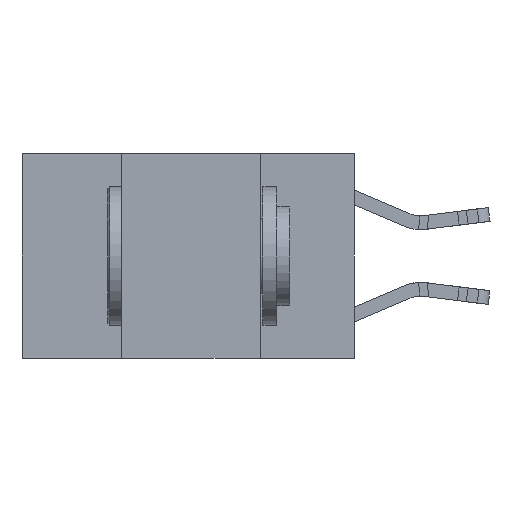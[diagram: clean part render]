
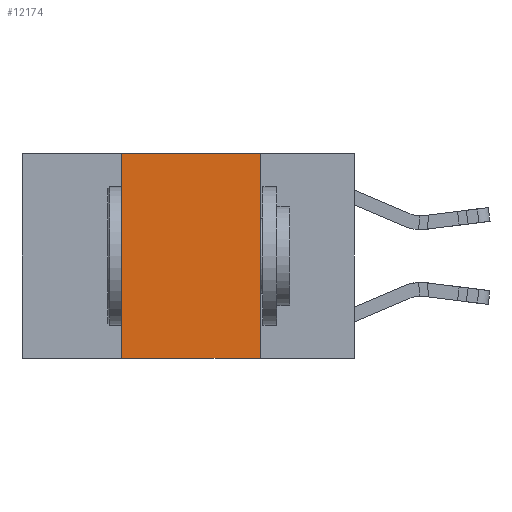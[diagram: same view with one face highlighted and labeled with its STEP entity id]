
A CAD part, left-side view. The second image highlights one B-rep face of the part: STEP entity #12174.
In plain terms, the highlighted planar face has unit normal (-1, 0, 0).
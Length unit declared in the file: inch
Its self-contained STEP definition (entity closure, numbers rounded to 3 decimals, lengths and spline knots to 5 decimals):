
#23 = AXIS2_PLACEMENT_3D ( 'NONE', #7674, #17284, #26851 ) ;
#2142 = VECTOR ( 'NONE', #23854, 39.37008 ) ;
#2766 = VERTEX_POINT ( 'NONE', #24872 ) ;
#4840 = CARTESIAN_POINT ( 'NONE',  ( 0., 0.17, 0. ) ) ;
#5004 = EDGE_LOOP ( 'NONE', ( #7735, #12100, #29423, #25494 ) ) ;
#5344 = EDGE_CURVE ( 'NONE', #6371, #20952, #29206, .T. ) ;
#5742 = CARTESIAN_POINT ( 'NONE',  ( 0., 0.17, 0. ) ) ;
#5966 = CARTESIAN_POINT ( 'NONE',  ( 0., 0.6, -0.37 ) ) ;
#6371 = VERTEX_POINT ( 'NONE', #23882 ) ;
#7195 = EDGE_CURVE ( 'NONE', #20952, #16799, #11508, .T. ) ;
#7674 = CARTESIAN_POINT ( 'NONE',  ( 0., 0.6, 0. ) ) ;
#7735 = ORIENTED_EDGE ( 'NONE', *, *, #9129, .F. ) ;
#8834 = EDGE_CURVE ( 'NONE', #6371, #2766, #24977, .T. ) ;
#9129 = EDGE_CURVE ( 'NONE', #16799, #2766, #26355, .T. ) ;
#11508 = LINE ( 'NONE', #28289, #21926 ) ;
#12100 = ORIENTED_EDGE ( 'NONE', *, *, #7195, .F. ) ;
#12174 = ADVANCED_FACE ( 'NONE', ( #14478 ), #24498, .F. ) ;
#12740 = DIRECTION ( 'NONE',  ( 0., -1., 0. ) ) ;
#13023 = CARTESIAN_POINT ( 'NONE',  ( 0., 0.42, 0. ) ) ;
#14478 = FACE_OUTER_BOUND ( 'NONE', #5004, .T. ) ;
#14945 = VECTOR ( 'NONE', #27302, 39.37008 ) ;
#16799 = VERTEX_POINT ( 'NONE', #5742 ) ;
#17284 = DIRECTION ( 'NONE',  ( 1., 0., 0. ) ) ;
#20952 = VERTEX_POINT ( 'NONE', #13023 ) ;
#21926 = VECTOR ( 'NONE', #27825, 39.37008 ) ;
#23854 = DIRECTION ( 'NONE',  ( 0., 0., -1. ) ) ;
#23882 = CARTESIAN_POINT ( 'NONE',  ( 0., 0.42, -0.37 ) ) ;
#24498 = PLANE ( 'NONE',  #23 ) ;
#24872 = CARTESIAN_POINT ( 'NONE',  ( 0., 0.17, -0.37 ) ) ;
#24977 = LINE ( 'NONE', #5966, #26226 ) ;
#25494 = ORIENTED_EDGE ( 'NONE', *, *, #8834, .T. ) ;
#26226 = VECTOR ( 'NONE', #12740, 39.37008 ) ;
#26355 = LINE ( 'NONE', #4840, #2142 ) ;
#26851 = DIRECTION ( 'NONE',  ( 0., 0., -1. ) ) ;
#27302 = DIRECTION ( 'NONE',  ( 0., 0., 1. ) ) ;
#27825 = DIRECTION ( 'NONE',  ( 0., -1., 0. ) ) ;
#28289 = CARTESIAN_POINT ( 'NONE',  ( 0., 0.6, 0. ) ) ;
#29206 = LINE ( 'NONE', #29664, #14945 ) ;
#29423 = ORIENTED_EDGE ( 'NONE', *, *, #5344, .F. ) ;
#29664 = CARTESIAN_POINT ( 'NONE',  ( 0., 0.42, 0. ) ) ;
